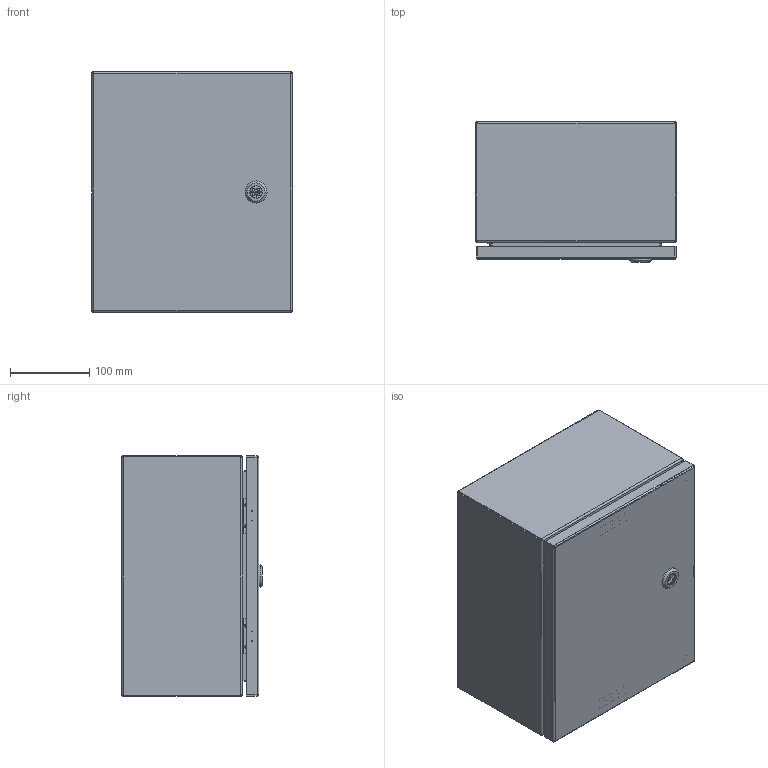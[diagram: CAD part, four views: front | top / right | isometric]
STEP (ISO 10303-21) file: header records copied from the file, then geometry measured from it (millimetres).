
FILE_DESCRIPTION (( 'STEP AP214' ), '1' );
FILE_NAME ('EN4SD12106GY.STEP', '2019-11-14T15:47:06', ( '' ), ( '' ), 'SwSTEP 2.0', 'SolidWorks 2019', '' );
FILE_SCHEMA (( 'AUTOMOTIVE_DESIGN' ));
Length unit declared in the file: inch
Products named in the file (1): EN4SD12106GY
Bounding box: 254 x 177.34 x 304.8 mm (x, y, z)
Volume: 627291.3 mm3; surface area: 826142.1 mm2
Topology: 21 solids, 22 shells, 541 faces, 1216 edges, 741 vertices
Faces by surface type: plane 285, cylinder 162, bspline 70, torus 12, cone 12
Full cylindrical faces by diameter (mm): 4.369 x2, 5.74 x2, 5.893 x2, 6.096 x2, 6.35 x2, 6.858 x4, 7.137 x2, 7.417 x2, 7.937 x1, 7.938 x3, 10.109 x6, 11.557 x4, 12.7 x4, 13.335 x1, 15.875 x5, 19.939 x2, 27.94 x1
Entity records: 25699 total; most frequent: CARTESIAN_POINT 7113, ORIENTED_EDGE 2236, DIRECTION 2198, EDGE_CURVE 1118, AXIS2_PLACEMENT_3D 750, VERTEX_POINT 734, VECTOR 698, LINE 698
